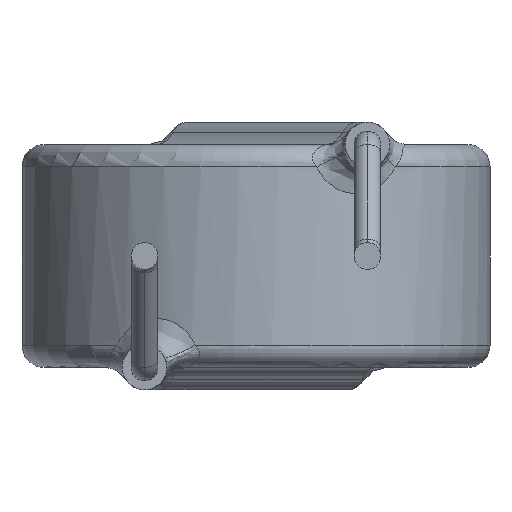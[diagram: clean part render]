
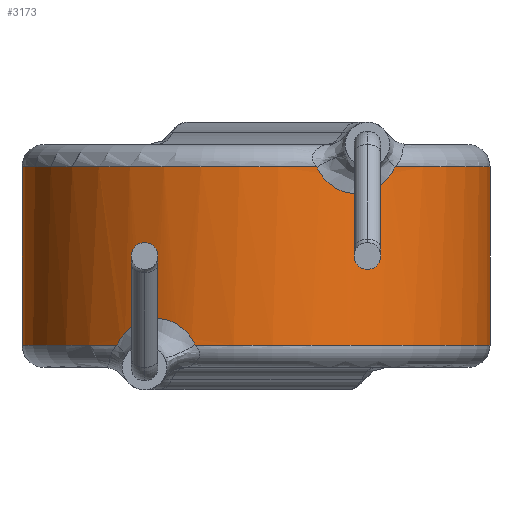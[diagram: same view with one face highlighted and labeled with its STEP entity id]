
A CAD part, front view. The second image highlights one B-rep face of the part: STEP entity #3173.
In plain terms, the highlighted cylindrical face has radius 5.25 mm (diameter 10.5 mm), a partial arc.
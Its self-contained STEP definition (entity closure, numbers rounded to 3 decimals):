
#231 = DIRECTION ( 'NONE',  ( -1., 0., 0. ) ) ;
#529 = CARTESIAN_POINT ( 'NONE',  ( 2.916, -4.366, 1.689 ) ) ;
#620 = B_SPLINE_CURVE_WITH_KNOTS ( 'NONE', 3,
 ( #8890, #1827, #8175, #529, #1917, #6139, #2654, #5465, #4694, #7479, #8221, #1966, #3208, #1177, #3891, #1225, #6778, #7527 ),
 .UNSPECIFIED., .F., .F.,
 ( 4, 2, 2, 2, 2, 2, 2, 2, 4 ),
 ( 0., 0., 0.001, 0.001, 0.001, 0.002, 0.002, 0.002, 0.002 ),
 .UNSPECIFIED. ) ;
#671 = ORIENTED_EDGE ( 'NONE', *, *, #6430, .F. ) ;
#722 = CARTESIAN_POINT ( 'NONE',  ( -2.454, -4.642, -1.421 ) ) ;
#764 = CARTESIAN_POINT ( 'NONE',  ( -1.459, -5.044, -1.824 ) ) ;
#787 = CARTESIAN_POINT ( 'NONE',  ( 3.123, -4.22, 2. ) ) ;
#813 = CARTESIAN_POINT ( 'NONE',  ( -3.082, -4.25, -1.911 ) ) ;
#861 = CARTESIAN_POINT ( 'NONE',  ( 0., 0., -7.293 ) ) ;
#1040 = DIRECTION ( 'NONE',  ( 0., 0., -1. ) ) ;
#1177 = CARTESIAN_POINT ( 'NONE',  ( 1.661, -4.981, 1.606 ) ) ;
#1225 = CARTESIAN_POINT ( 'NONE',  ( 1.459, -5.044, 1.824 ) ) ;
#1416 = CARTESIAN_POINT ( 'NONE',  ( -2.703, -4.502, -1.521 ) ) ;
#1457 = CARTESIAN_POINT ( 'NONE',  ( -1.586, -5.005, -1.673 ) ) ;
#1503 = CARTESIAN_POINT ( 'NONE',  ( -1.821, -4.925, -1.5 ) ) ;
#1552 = CARTESIAN_POINT ( 'NONE',  ( -2.622, -4.549, -1.479 ) ) ;
#1673 = DIRECTION ( 'NONE',  ( 0., 0., -1. ) ) ;
#1722 = AXIS2_PLACEMENT_3D ( 'NONE', #4202, #1995, #6211 ) ;
#1758 = EDGE_CURVE ( 'NONE', #8780, #4520, #4160, .T. ) ;
#1827 = CARTESIAN_POINT ( 'NONE',  ( 3.082, -4.25, 1.911 ) ) ;
#1902 = VERTEX_POINT ( 'NONE', #5759 ) ;
#1917 = CARTESIAN_POINT ( 'NONE',  ( 2.849, -4.411, 1.625 ) ) ;
#1923 = VERTEX_POINT ( 'NONE', #787 ) ;
#1966 = CARTESIAN_POINT ( 'NONE',  ( 1.909, -4.891, 1.46 ) ) ;
#1995 = DIRECTION ( 'NONE',  ( 0., 0., -1. ) ) ;
#2048 = DIRECTION ( 'NONE',  ( 0., 0., -1. ) ) ;
#2110 = CARTESIAN_POINT ( 'NONE',  ( -2.366, -4.688, -1.404 ) ) ;
#2111 = DIRECTION ( 'NONE',  ( 0., 0., -1. ) ) ;
#2148 = VERTEX_POINT ( 'NONE', #8523 ) ;
#2203 = CARTESIAN_POINT ( 'NONE',  ( -2.916, -4.366, -1.689 ) ) ;
#2321 = DIRECTION ( 'NONE',  ( 0., 0., -1. ) ) ;
#2654 = CARTESIAN_POINT ( 'NONE',  ( 2.622, -4.549, 1.479 ) ) ;
#2819 = AXIS2_PLACEMENT_3D ( 'NONE', #6086, #2048, #6269 ) ;
#2835 = CARTESIAN_POINT ( 'NONE',  ( -1.364, -5.07, -2. ) ) ;
#3038 = EDGE_CURVE ( 'NONE', #3971, #2148, #5174, .T. ) ;
#3055 = CIRCLE ( 'NONE', #8194, 5.25 ) ;
#3173 = ADVANCED_FACE ( 'NONE', ( #7160 ), #5064, .T. ) ;
#3208 = CARTESIAN_POINT ( 'NONE',  ( 1.821, -4.925, 1.5 ) ) ;
#3484 = CIRCLE ( 'NONE', #1722, 5.25 ) ;
#3493 = EDGE_CURVE ( 'NONE', #3985, #1902, #4915, .T. ) ;
#3572 = CARTESIAN_POINT ( 'NONE',  ( -2.182, -4.776, -1.397 ) ) ;
#3593 = EDGE_CURVE ( 'NONE', #8780, #2148, #4894, .T. ) ;
#3704 = AXIS2_PLACEMENT_3D ( 'NONE', #861, #2111, #7853 ) ;
#3891 = CARTESIAN_POINT ( 'NONE',  ( 1.586, -5.005, 1.673 ) ) ;
#3893 = CIRCLE ( 'NONE', #5219, 5.25 ) ;
#3971 = VERTEX_POINT ( 'NONE', #4687 ) ;
#3985 = VERTEX_POINT ( 'NONE', #7569 ) ;
#4160 = B_SPLINE_CURVE_WITH_KNOTS ( 'NONE', 3,
 ( #7806, #813, #5736, #2203, #8393, #1416, #1552, #722, #2110, #3572, #4928, #6374, #1503, #7714, #1457, #764, #6327, #2835 ),
 .UNSPECIFIED., .F., .F.,
 ( 4, 2, 2, 2, 2, 2, 2, 2, 4 ),
 ( 0., 0., 0.001, 0.001, 0.001, 0.002, 0.002, 0.002, 0.002 ),
 .UNSPECIFIED. ) ;
#4202 = CARTESIAN_POINT ( 'NONE',  ( 0., 0., 2. ) ) ;
#4520 = VERTEX_POINT ( 'NONE', #7850 ) ;
#4541 = CARTESIAN_POINT ( 'NONE',  ( 0., 0., 2. ) ) ;
#4675 = ORIENTED_EDGE ( 'NONE', *, *, #3493, .F. ) ;
#4687 = CARTESIAN_POINT ( 'NONE',  ( -5.25, 0., 2. ) ) ;
#4689 = DIRECTION ( 'NONE',  ( -1., 0., 0. ) ) ;
#4694 = CARTESIAN_POINT ( 'NONE',  ( 2.366, -4.688, 1.404 ) ) ;
#4894 = CIRCLE ( 'NONE', #2819, 5.25 ) ;
#4905 = EDGE_CURVE ( 'NONE', #3985, #1923, #3055, .T. ) ;
#4915 = LINE ( 'NONE', #7011, #7225 ) ;
#4928 = CARTESIAN_POINT ( 'NONE',  ( -2.091, -4.817, -1.408 ) ) ;
#4979 = ORIENTED_EDGE ( 'NONE', *, *, #3038, .T. ) ;
#5064 = CYLINDRICAL_SURFACE ( 'NONE', #3704, 5.25 ) ;
#5145 = EDGE_CURVE ( 'NONE', #7334, #3971, #3484, .T. ) ;
#5174 = LINE ( 'NONE', #7884, #8419 ) ;
#5219 = AXIS2_PLACEMENT_3D ( 'NONE', #8167, #1040, #4689 ) ;
#5427 = ORIENTED_EDGE ( 'NONE', *, *, #8313, .T. ) ;
#5465 = CARTESIAN_POINT ( 'NONE',  ( 2.454, -4.642, 1.421 ) ) ;
#5736 = CARTESIAN_POINT ( 'NONE',  ( -3.033, -4.286, -1.832 ) ) ;
#5759 = CARTESIAN_POINT ( 'NONE',  ( 5.25, 0., -2. ) ) ;
#5819 = ORIENTED_EDGE ( 'NONE', *, *, #4905, .T. ) ;
#6086 = CARTESIAN_POINT ( 'NONE',  ( 0., 0., -2. ) ) ;
#6139 = CARTESIAN_POINT ( 'NONE',  ( 2.703, -4.502, 1.521 ) ) ;
#6211 = DIRECTION ( 'NONE',  ( -1., 0., 0. ) ) ;
#6269 = DIRECTION ( 'NONE',  ( -1., 0., 0. ) ) ;
#6309 = ORIENTED_EDGE ( 'NONE', *, *, #3593, .F. ) ;
#6327 = CARTESIAN_POINT ( 'NONE',  ( -1.406, -5.058, -1.908 ) ) ;
#6374 = CARTESIAN_POINT ( 'NONE',  ( -1.909, -4.891, -1.46 ) ) ;
#6430 = EDGE_CURVE ( 'NONE', #1902, #4520, #3893, .T. ) ;
#6672 = EDGE_LOOP ( 'NONE', ( #4675, #5819, #5427, #7704, #4979, #6309, #6693, #671 ) ) ;
#6693 = ORIENTED_EDGE ( 'NONE', *, *, #1758, .T. ) ;
#6778 = CARTESIAN_POINT ( 'NONE',  ( 1.406, -5.058, 1.908 ) ) ;
#7011 = CARTESIAN_POINT ( 'NONE',  ( 5.25, 0., -7.293 ) ) ;
#7055 = DIRECTION ( 'NONE',  ( 0., 0., -1. ) ) ;
#7160 = FACE_OUTER_BOUND ( 'NONE', #6672, .T. ) ;
#7225 = VECTOR ( 'NONE', #7055, 1000. ) ;
#7334 = VERTEX_POINT ( 'NONE', #8085 ) ;
#7479 = CARTESIAN_POINT ( 'NONE',  ( 2.182, -4.776, 1.397 ) ) ;
#7527 = CARTESIAN_POINT ( 'NONE',  ( 1.364, -5.07, 2. ) ) ;
#7569 = CARTESIAN_POINT ( 'NONE',  ( 5.25, 0., 2. ) ) ;
#7704 = ORIENTED_EDGE ( 'NONE', *, *, #5145, .T. ) ;
#7714 = CARTESIAN_POINT ( 'NONE',  ( -1.661, -4.981, -1.606 ) ) ;
#7806 = CARTESIAN_POINT ( 'NONE',  ( -3.123, -4.22, -2. ) ) ;
#7850 = CARTESIAN_POINT ( 'NONE',  ( -1.364, -5.07, -2. ) ) ;
#7853 = DIRECTION ( 'NONE',  ( -1., 0., 0. ) ) ;
#7884 = CARTESIAN_POINT ( 'NONE',  ( -5.25, 0., -7.293 ) ) ;
#8085 = CARTESIAN_POINT ( 'NONE',  ( 1.364, -5.07, 2. ) ) ;
#8167 = CARTESIAN_POINT ( 'NONE',  ( 0., 0., -2. ) ) ;
#8175 = CARTESIAN_POINT ( 'NONE',  ( 3.033, -4.286, 1.832 ) ) ;
#8194 = AXIS2_PLACEMENT_3D ( 'NONE', #4541, #2321, #231 ) ;
#8221 = CARTESIAN_POINT ( 'NONE',  ( 2.091, -4.817, 1.408 ) ) ;
#8313 = EDGE_CURVE ( 'NONE', #1923, #7334, #620, .T. ) ;
#8393 = CARTESIAN_POINT ( 'NONE',  ( -2.849, -4.411, -1.625 ) ) ;
#8419 = VECTOR ( 'NONE', #1673, 1000. ) ;
#8468 = CARTESIAN_POINT ( 'NONE',  ( -3.123, -4.22, -2. ) ) ;
#8523 = CARTESIAN_POINT ( 'NONE',  ( -5.25, 0., -2. ) ) ;
#8780 = VERTEX_POINT ( 'NONE', #8468 ) ;
#8890 = CARTESIAN_POINT ( 'NONE',  ( 3.123, -4.22, 2. ) ) ;
